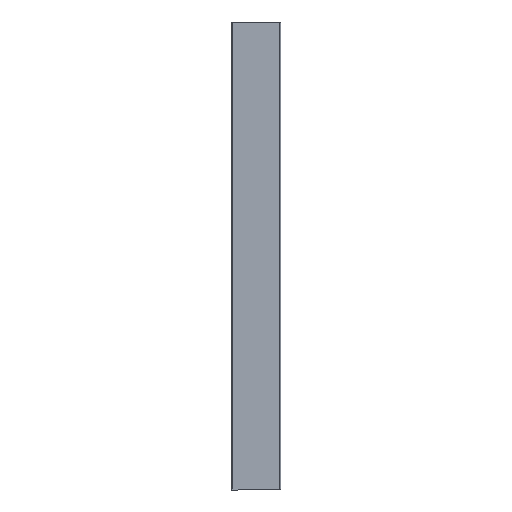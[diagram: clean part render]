
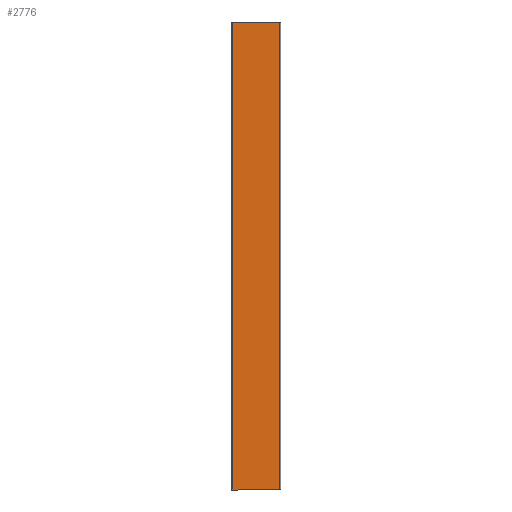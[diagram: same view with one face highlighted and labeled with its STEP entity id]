
A CAD part, left-side view. The second image highlights one B-rep face of the part: STEP entity #2776.
In plain terms, the highlighted planar face has unit normal (-1, 0, 0).
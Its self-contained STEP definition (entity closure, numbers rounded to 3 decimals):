
#83 = EDGE_LOOP ( 'NONE', ( #3227, #2184, #3630, #1228 ) ) ;
#337 = DIRECTION ( 'NONE',  ( 0., 1., 0. ) ) ;
#467 = EDGE_CURVE ( 'NONE', #1610, #3537, #2933, .T. ) ;
#482 = LINE ( 'NONE', #2640, #2576 ) ;
#633 = CARTESIAN_POINT ( 'NONE',  ( 0., -102., 2000. ) ) ;
#810 = EDGE_CURVE ( 'NONE', #2967, #1092, #1225, .T. ) ;
#917 = CARTESIAN_POINT ( 'NONE',  ( 0., 102., 2000. ) ) ;
#922 = VECTOR ( 'NONE', #3879, 1000. ) ;
#1092 = VERTEX_POINT ( 'NONE', #3287 ) ;
#1225 = LINE ( 'NONE', #633, #1618 ) ;
#1228 = ORIENTED_EDGE ( 'NONE', *, *, #467, .T. ) ;
#1436 = EDGE_CURVE ( 'NONE', #1092, #3537, #482, .T. ) ;
#1466 = PLANE ( 'NONE',  #3507 ) ;
#1610 = VERTEX_POINT ( 'NONE', #917 ) ;
#1618 = VECTOR ( 'NONE', #4159, 1000. ) ;
#1767 = DIRECTION ( 'NONE',  ( 0., 0., 1. ) ) ;
#2048 = FACE_OUTER_BOUND ( 'NONE', #83, .T. ) ;
#2184 = ORIENTED_EDGE ( 'NONE', *, *, #810, .F. ) ;
#2576 = VECTOR ( 'NONE', #337, 1000. ) ;
#2640 = CARTESIAN_POINT ( 'NONE',  ( 0., -102., 0. ) ) ;
#2748 = EDGE_CURVE ( 'NONE', #2967, #1610, #2857, .T. ) ;
#2776 = ADVANCED_FACE ( 'NONE', ( #2048 ), #1466, .T. ) ;
#2857 = LINE ( 'NONE', #3460, #3061 ) ;
#2933 = LINE ( 'NONE', #3842, #922 ) ;
#2967 = VERTEX_POINT ( 'NONE', #3999 ) ;
#3061 = VECTOR ( 'NONE', #4076, 1000. ) ;
#3227 = ORIENTED_EDGE ( 'NONE', *, *, #1436, .F. ) ;
#3287 = CARTESIAN_POINT ( 'NONE',  ( 0., -102., 0. ) ) ;
#3460 = CARTESIAN_POINT ( 'NONE',  ( 0., -102., 2000. ) ) ;
#3507 = AXIS2_PLACEMENT_3D ( 'NONE', #4062, #4086, #1767 ) ;
#3524 = CARTESIAN_POINT ( 'NONE',  ( 0., 102., 0. ) ) ;
#3537 = VERTEX_POINT ( 'NONE', #3524 ) ;
#3630 = ORIENTED_EDGE ( 'NONE', *, *, #2748, .T. ) ;
#3842 = CARTESIAN_POINT ( 'NONE',  ( 0., 102., 2000. ) ) ;
#3879 = DIRECTION ( 'NONE',  ( 0., 0., -1. ) ) ;
#3999 = CARTESIAN_POINT ( 'NONE',  ( 0., -102., 2000. ) ) ;
#4062 = CARTESIAN_POINT ( 'NONE',  ( 0., -102., 2000. ) ) ;
#4076 = DIRECTION ( 'NONE',  ( 0., 1., 0. ) ) ;
#4086 = DIRECTION ( 'NONE',  ( -1., 0., 0. ) ) ;
#4159 = DIRECTION ( 'NONE',  ( 0., 0., -1. ) ) ;
